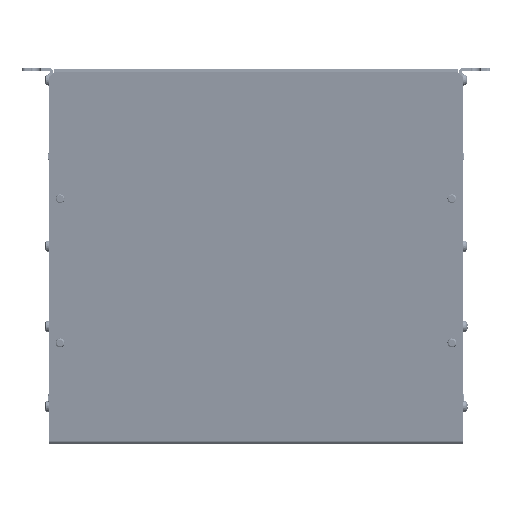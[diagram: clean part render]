
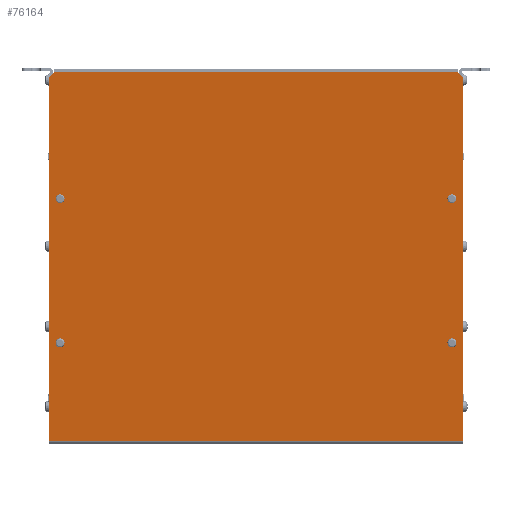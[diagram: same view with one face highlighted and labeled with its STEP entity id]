
A CAD part, left-side view. The second image highlights one B-rep face of the part: STEP entity #76164.
In plain terms, the highlighted face is planar.
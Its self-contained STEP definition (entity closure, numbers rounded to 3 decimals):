
#4396=FACE_BOUND('',#14501,.T.);
#4397=FACE_BOUND('',#14502,.T.);
#4398=FACE_BOUND('',#14503,.T.);
#4399=FACE_BOUND('',#14504,.T.);
#6582=PLANE('',#81861);
#9642=FACE_OUTER_BOUND('',#14500,.T.);
#14500=EDGE_LOOP('',(#66402,#66403,#66404,#66405,#66406,#66407));
#14501=EDGE_LOOP('',(#66408));
#14502=EDGE_LOOP('',(#66409));
#14503=EDGE_LOOP('',(#66410));
#14504=EDGE_LOOP('',(#66411));
#21620=LINE('',#122833,#28252);
#21624=LINE('',#122841,#28256);
#21627=LINE('',#122847,#28259);
#21628=LINE('',#122849,#28260);
#21629=LINE('',#122851,#28261);
#21630=LINE('',#122852,#28262);
#28252=VECTOR('',#99507,7.071);
#28256=VECTOR('',#99513,327.346);
#28259=VECTOR('',#99518,360.);
#28260=VECTOR('',#99519,7.071);
#28261=VECTOR('',#99520,327.346);
#28262=VECTOR('',#99521,370.);
#30829=CIRCLE('',#81849,2.);
#30831=CIRCLE('',#81852,2.);
#30833=CIRCLE('',#81855,2.);
#30835=CIRCLE('',#81858,2.);
#37677=VERTEX_POINT('',#122813);
#37679=VERTEX_POINT('',#122818);
#37681=VERTEX_POINT('',#122823);
#37683=VERTEX_POINT('',#122828);
#37684=VERTEX_POINT('',#122831);
#37685=VERTEX_POINT('',#122832);
#37688=VERTEX_POINT('',#122840);
#37690=VERTEX_POINT('',#122846);
#37691=VERTEX_POINT('',#122848);
#37692=VERTEX_POINT('',#122850);
#47783=EDGE_CURVE('',#37677,#37677,#30829,.T.);
#47785=EDGE_CURVE('',#37679,#37679,#30831,.T.);
#47787=EDGE_CURVE('',#37681,#37681,#30833,.T.);
#47789=EDGE_CURVE('',#37683,#37683,#30835,.T.);
#47790=EDGE_CURVE('',#37684,#37685,#21620,.T.);
#47794=EDGE_CURVE('',#37685,#37688,#21624,.T.);
#47797=EDGE_CURVE('',#37690,#37684,#21627,.T.);
#47798=EDGE_CURVE('',#37691,#37690,#21628,.T.);
#47799=EDGE_CURVE('',#37692,#37691,#21629,.T.);
#47800=EDGE_CURVE('',#37692,#37688,#21630,.T.);
#66402=ORIENTED_EDGE('',*,*,#47790,.F.);
#66403=ORIENTED_EDGE('',*,*,#47797,.F.);
#66404=ORIENTED_EDGE('',*,*,#47798,.F.);
#66405=ORIENTED_EDGE('',*,*,#47799,.F.);
#66406=ORIENTED_EDGE('',*,*,#47800,.T.);
#66407=ORIENTED_EDGE('',*,*,#47794,.F.);
#66408=ORIENTED_EDGE('',*,*,#47783,.T.);
#66409=ORIENTED_EDGE('',*,*,#47785,.T.);
#66410=ORIENTED_EDGE('',*,*,#47787,.T.);
#66411=ORIENTED_EDGE('',*,*,#47789,.T.);
#76164=ADVANCED_FACE('',(#9642,#4396,#4397,#4398,#4399),#6582,.T.);
#81849=AXIS2_PLACEMENT_3D('',#122814,#99485,#99486);
#81852=AXIS2_PLACEMENT_3D('',#122819,#99491,#99492);
#81855=AXIS2_PLACEMENT_3D('',#122824,#99497,#99498);
#81858=AXIS2_PLACEMENT_3D('',#122829,#99503,#99504);
#81861=AXIS2_PLACEMENT_3D('',#122845,#99516,#99517);
#99485=DIRECTION('center_axis',(0.,0.,-1.));
#99486=DIRECTION('ref_axis',(1.,0.,0.));
#99491=DIRECTION('center_axis',(0.,0.,-1.));
#99492=DIRECTION('ref_axis',(1.,0.,0.));
#99497=DIRECTION('center_axis',(0.,0.,-1.));
#99498=DIRECTION('ref_axis',(1.,0.,0.));
#99503=DIRECTION('center_axis',(0.,0.,-1.));
#99504=DIRECTION('ref_axis',(1.,0.,0.));
#99507=DIRECTION('',(0.707,-0.707,0.));
#99513=DIRECTION('',(0.,-1.,0.));
#99516=DIRECTION('center_axis',(0.,0.,1.));
#99517=DIRECTION('ref_axis',(1.,0.,0.));
#99518=DIRECTION('',(1.,0.,0.));
#99519=DIRECTION('',(0.707,0.707,0.));
#99520=DIRECTION('',(0.,1.,0.));
#99521=DIRECTION('',(1.,0.,0.));
#122813=CARTESIAN_POINT('',(177.,-76.5,1.5));
#122814=CARTESIAN_POINT('Origin',(175.,-76.5,1.5));
#122818=CARTESIAN_POINT('',(177.,53.5,1.5));
#122819=CARTESIAN_POINT('Origin',(175.,53.5,1.5));
#122823=CARTESIAN_POINT('',(-173.,53.5,1.5));
#122824=CARTESIAN_POINT('Origin',(-175.,53.5,1.5));
#122828=CARTESIAN_POINT('',(-173.,-76.5,1.5));
#122829=CARTESIAN_POINT('Origin',(-175.,-76.5,1.5));
#122831=CARTESIAN_POINT('',(180.,167.5,1.5));
#122832=CARTESIAN_POINT('',(185.,162.5,1.5));
#122833=CARTESIAN_POINT('',(178.125,169.375,1.5));
#122840=CARTESIAN_POINT('',(185.,-164.846,1.5));
#122841=CARTESIAN_POINT('',(185.,-167.5,1.5));
#122845=CARTESIAN_POINT('Origin',(0.,0.,
1.5));
#122846=CARTESIAN_POINT('',(-180.,167.5,1.5));
#122847=CARTESIAN_POINT('',(185.,167.5,1.5));
#122848=CARTESIAN_POINT('',(-185.,162.5,1.5));
#122849=CARTESIAN_POINT('',(-178.125,169.375,1.5));
#122850=CARTESIAN_POINT('',(-185.,-164.846,1.5));
#122851=CARTESIAN_POINT('',(-185.,167.5,1.5));
#122852=CARTESIAN_POINT('',(-92.5,-164.846,1.5));
